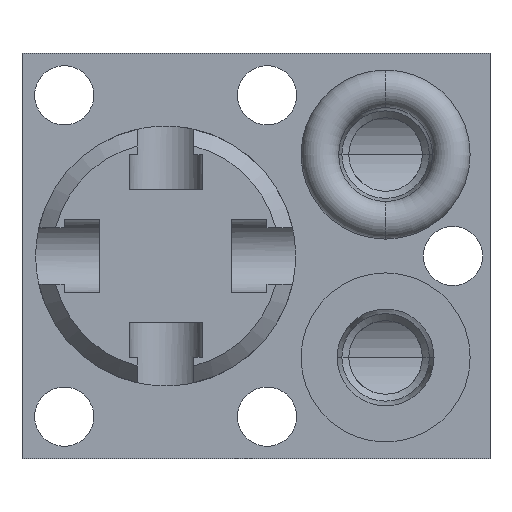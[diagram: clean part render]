
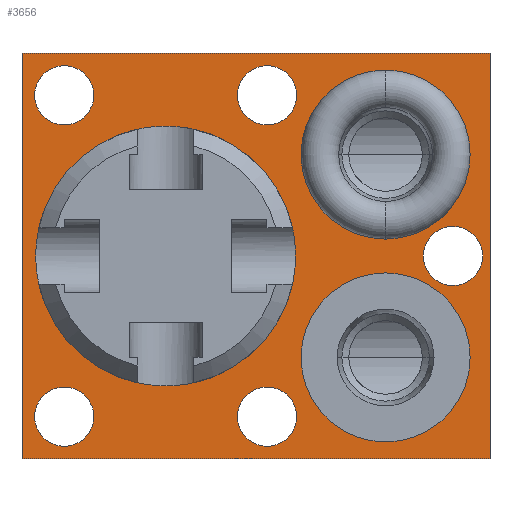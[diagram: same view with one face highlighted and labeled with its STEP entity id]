
A CAD part, left-side view. The second image highlights one B-rep face of the part: STEP entity #3656.
In plain terms, the highlighted planar face has unit normal (-1, 0, 0).
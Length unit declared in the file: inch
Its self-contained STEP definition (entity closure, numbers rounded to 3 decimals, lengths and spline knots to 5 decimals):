
#779=DIRECTION('',(0.,-1.,0.));
#780=VECTOR('',#779,1.73);
#781=CARTESIAN_POINT('',(-1.,0.531,0.75));
#782=LINE('',#781,#780);
#786=DIRECTION('',(0.,0.,-1.));
#787=VECTOR('',#786,1.5);
#788=CARTESIAN_POINT('',(-1.,-1.199,0.75));
#789=LINE('',#788,#787);
#793=DIRECTION('',(0.,1.,0.));
#794=VECTOR('',#793,1.73);
#795=CARTESIAN_POINT('',(-1.,-1.199,-0.75));
#796=LINE('',#795,#794);
#800=DIRECTION('',(0.,0.,1.));
#801=VECTOR('',#800,1.5);
#802=CARTESIAN_POINT('',(-1.,0.531,-0.75));
#803=LINE('',#802,#801);
#807=CARTESIAN_POINT('',(-1.,0.375,0.594));
#808=DIRECTION('',(-1.,0.,0.));
#809=DIRECTION('',(0.,-1.,0.));
#810=AXIS2_PLACEMENT_3D('',#807,#808,#809);
#815=CARTESIAN_POINT('',(-1.,0.375,0.594));
#816=DIRECTION('',(-1.,0.,0.));
#817=DIRECTION('',(0.,1.,0.));
#818=AXIS2_PLACEMENT_3D('',#815,#816,#817);
#823=CARTESIAN_POINT('',(-1.,0.375,-0.594));
#824=DIRECTION('',(-1.,0.,0.));
#825=DIRECTION('',(0.,-1.,0.));
#826=AXIS2_PLACEMENT_3D('',#823,#824,#825);
#831=CARTESIAN_POINT('',(-1.,0.375,-0.594));
#832=DIRECTION('',(-1.,0.,0.));
#833=DIRECTION('',(0.,1.,0.));
#834=AXIS2_PLACEMENT_3D('',#831,#832,#833);
#839=CARTESIAN_POINT('',(-1.,-0.375,0.594));
#840=DIRECTION('',(-1.,0.,0.));
#841=DIRECTION('',(0.,-1.,0.));
#842=AXIS2_PLACEMENT_3D('',#839,#840,#841);
#847=CARTESIAN_POINT('',(-1.,-0.375,0.594));
#848=DIRECTION('',(-1.,0.,0.));
#849=DIRECTION('',(0.,1.,0.));
#850=AXIS2_PLACEMENT_3D('',#847,#848,#849);
#855=CARTESIAN_POINT('',(-1.,-0.375,-0.594));
#856=DIRECTION('',(-1.,0.,0.));
#857=DIRECTION('',(0.,-1.,0.));
#858=AXIS2_PLACEMENT_3D('',#855,#856,#857);
#863=CARTESIAN_POINT('',(-1.,-0.375,-0.594));
#864=DIRECTION('',(-1.,0.,0.));
#865=DIRECTION('',(0.,1.,0.));
#866=AXIS2_PLACEMENT_3D('',#863,#864,#865);
#871=CARTESIAN_POINT('',(-1.,-1.062,0.));
#872=DIRECTION('',(-1.,0.,0.));
#873=DIRECTION('',(0.,-1.,0.));
#874=AXIS2_PLACEMENT_3D('',#871,#872,#873);
#879=CARTESIAN_POINT('',(-1.,-1.062,0.));
#880=DIRECTION('',(-1.,0.,0.));
#881=DIRECTION('',(0.,1.,0.));
#882=AXIS2_PLACEMENT_3D('',#879,#880,#881);
#887=CARTESIAN_POINT('',(-1.,-0.813,0.375));
#888=DIRECTION('',(1.,0.,0.));
#889=DIRECTION('',(0.,1.,0.));
#890=AXIS2_PLACEMENT_3D('',#887,#888,#889);
#895=CARTESIAN_POINT('',(-1.,-0.813,0.375));
#896=DIRECTION('',(1.,0.,0.));
#897=DIRECTION('',(0.,-1.,0.));
#898=AXIS2_PLACEMENT_3D('',#895,#896,#897);
#903=CARTESIAN_POINT('',(-1.,-0.813,-0.375));
#904=DIRECTION('',(1.,0.,0.));
#905=DIRECTION('',(0.,1.,0.));
#906=AXIS2_PLACEMENT_3D('',#903,#904,#905);
#911=CARTESIAN_POINT('',(-1.,-0.813,-0.375));
#912=DIRECTION('',(1.,0.,0.));
#913=DIRECTION('',(0.,-1.,0.));
#914=AXIS2_PLACEMENT_3D('',#911,#912,#913);
#919=CARTESIAN_POINT('',(-1.,0.,0.));
#920=DIRECTION('',(1.,0.,0.));
#921=DIRECTION('',(0.,1.,0.));
#922=AXIS2_PLACEMENT_3D('',#919,#920,#921);
#927=CARTESIAN_POINT('',(-1.,0.,0.));
#928=DIRECTION('',(1.,0.,0.));
#929=DIRECTION('',(0.,-1.,0.));
#930=AXIS2_PLACEMENT_3D('',#927,#928,#929);
#2716=CARTESIAN_POINT('',(-1.,0.531,0.75));
#2717=CARTESIAN_POINT('',(-1.,-1.199,0.75));
#2718=VERTEX_POINT('',#2716);
#2719=VERTEX_POINT('',#2717);
#2720=CARTESIAN_POINT('',(-1.,-1.199,-0.75));
#2721=VERTEX_POINT('',#2720);
#2722=CARTESIAN_POINT('',(-1.,0.531,-0.75));
#2723=VERTEX_POINT('',#2722);
#2744=CARTESIAN_POINT('',(-1.,0.2655,0.594));
#2745=CARTESIAN_POINT('',(-1.,0.4845,0.594));
#2746=VERTEX_POINT('',#2744);
#2747=VERTEX_POINT('',#2745);
#2756=CARTESIAN_POINT('',(-1.,-0.5005,0.375));
#2757=CARTESIAN_POINT('',(-1.,-1.1255,0.375));
#2758=VERTEX_POINT('',#2756);
#2759=VERTEX_POINT('',#2757);
#2776=CARTESIAN_POINT('',(-1.,-0.5005,-0.375));
#2777=CARTESIAN_POINT('',(-1.,-1.1255,-0.375));
#2778=VERTEX_POINT('',#2776);
#2779=VERTEX_POINT('',#2777);
#2864=CARTESIAN_POINT('',(-1.,0.2655,-0.594));
#2865=CARTESIAN_POINT('',(-1.,0.4845,-0.594));
#2866=VERTEX_POINT('',#2864);
#2867=VERTEX_POINT('',#2865);
#2872=CARTESIAN_POINT('',(-1.,-0.4845,0.594));
#2873=CARTESIAN_POINT('',(-1.,-0.2655,0.594));
#2874=VERTEX_POINT('',#2872);
#2875=VERTEX_POINT('',#2873);
#2880=CARTESIAN_POINT('',(-1.,-0.4845,-0.594));
#2881=CARTESIAN_POINT('',(-1.,-0.2655,-0.594));
#2882=VERTEX_POINT('',#2880);
#2883=VERTEX_POINT('',#2881);
#2888=CARTESIAN_POINT('',(-1.,-1.1715,0.));
#2889=CARTESIAN_POINT('',(-1.,-0.9525,0.));
#2890=VERTEX_POINT('',#2888);
#2891=VERTEX_POINT('',#2889);
#2978=CARTESIAN_POINT('',(-1.,0.4475,0.));
#2979=CARTESIAN_POINT('',(-1.,-0.4475,0.));
#2980=VERTEX_POINT('',#2978);
#2981=VERTEX_POINT('',#2979);
#3594=CARTESIAN_POINT('',(-1.,0.,0.));
#3595=DIRECTION('',(1.,0.,0.));
#3596=DIRECTION('',(0.,0.,-1.));
#3597=AXIS2_PLACEMENT_3D('',#3594,#3595,#3596);
#3598=PLANE('',#3597);
#3600=ORIENTED_EDGE('',*,*,#3599,.T.);
#3602=ORIENTED_EDGE('',*,*,#3601,.T.);
#3604=ORIENTED_EDGE('',*,*,#3603,.T.);
#3606=ORIENTED_EDGE('',*,*,#3605,.T.);
#3607=EDGE_LOOP('',(#3600,#3602,#3604,#3606));
#3608=FACE_OUTER_BOUND('',#3607,.F.);
#3609=ORIENTED_EDGE('',*,*,#3584,.T.);
#3611=ORIENTED_EDGE('',*,*,#3610,.T.);
#3612=EDGE_LOOP('',(#3609,#3611));
#3613=FACE_BOUND('',#3612,.F.);
#3615=ORIENTED_EDGE('',*,*,#3614,.T.);
#3617=ORIENTED_EDGE('',*,*,#3616,.T.);
#3618=EDGE_LOOP('',(#3615,#3617));
#3619=FACE_BOUND('',#3618,.F.);
#3621=ORIENTED_EDGE('',*,*,#3620,.T.);
#3623=ORIENTED_EDGE('',*,*,#3622,.T.);
#3624=EDGE_LOOP('',(#3621,#3623));
#3625=FACE_BOUND('',#3624,.F.);
#3627=ORIENTED_EDGE('',*,*,#3626,.T.);
#3629=ORIENTED_EDGE('',*,*,#3628,.T.);
#3630=EDGE_LOOP('',(#3627,#3629));
#3631=FACE_BOUND('',#3630,.F.);
#3633=ORIENTED_EDGE('',*,*,#3632,.T.);
#3635=ORIENTED_EDGE('',*,*,#3634,.T.);
#3636=EDGE_LOOP('',(#3633,#3635));
#3637=FACE_BOUND('',#3636,.F.);
#3639=ORIENTED_EDGE('',*,*,#3638,.F.);
#3641=ORIENTED_EDGE('',*,*,#3640,.F.);
#3642=EDGE_LOOP('',(#3639,#3641));
#3643=FACE_BOUND('',#3642,.F.);
#3645=ORIENTED_EDGE('',*,*,#3644,.F.);
#3647=ORIENTED_EDGE('',*,*,#3646,.F.);
#3648=EDGE_LOOP('',(#3645,#3647));
#3649=FACE_BOUND('',#3648,.F.);
#3651=ORIENTED_EDGE('',*,*,#3650,.F.);
#3653=ORIENTED_EDGE('',*,*,#3652,.F.);
#3654=EDGE_LOOP('',(#3651,#3653));
#3655=FACE_BOUND('',#3654,.F.);
#811=CIRCLE('',#810,0.1095);
#819=CIRCLE('',#818,0.1095);
#827=CIRCLE('',#826,0.1095);
#835=CIRCLE('',#834,0.1095);
#843=CIRCLE('',#842,0.1095);
#851=CIRCLE('',#850,0.1095);
#859=CIRCLE('',#858,0.1095);
#867=CIRCLE('',#866,0.1095);
#875=CIRCLE('',#874,0.1095);
#883=CIRCLE('',#882,0.1095);
#891=CIRCLE('',#890,0.3125);
#899=CIRCLE('',#898,0.3125);
#907=CIRCLE('',#906,0.3125);
#915=CIRCLE('',#914,0.3125);
#923=CIRCLE('',#922,0.4475);
#931=CIRCLE('',#930,0.4475);
#3584=EDGE_CURVE('',#2746,#2747,#811,.T.);
#3599=EDGE_CURVE('',#2718,#2719,#782,.T.);
#3601=EDGE_CURVE('',#2719,#2721,#789,.T.);
#3603=EDGE_CURVE('',#2721,#2723,#796,.T.);
#3605=EDGE_CURVE('',#2723,#2718,#803,.T.);
#3610=EDGE_CURVE('',#2747,#2746,#819,.T.);
#3614=EDGE_CURVE('',#2866,#2867,#827,.T.);
#3616=EDGE_CURVE('',#2867,#2866,#835,.T.);
#3620=EDGE_CURVE('',#2874,#2875,#843,.T.);
#3622=EDGE_CURVE('',#2875,#2874,#851,.T.);
#3626=EDGE_CURVE('',#2882,#2883,#859,.T.);
#3628=EDGE_CURVE('',#2883,#2882,#867,.T.);
#3632=EDGE_CURVE('',#2890,#2891,#875,.T.);
#3634=EDGE_CURVE('',#2891,#2890,#883,.T.);
#3638=EDGE_CURVE('',#2758,#2759,#891,.T.);
#3640=EDGE_CURVE('',#2759,#2758,#899,.T.);
#3644=EDGE_CURVE('',#2778,#2779,#907,.T.);
#3646=EDGE_CURVE('',#2779,#2778,#915,.T.);
#3650=EDGE_CURVE('',#2980,#2981,#923,.T.);
#3652=EDGE_CURVE('',#2981,#2980,#931,.T.);
#3656=ADVANCED_FACE('',(#3608,#3613,#3619,#3625,#3631,#3637,#3643,#3649,#3655),
#3598,.F.);
